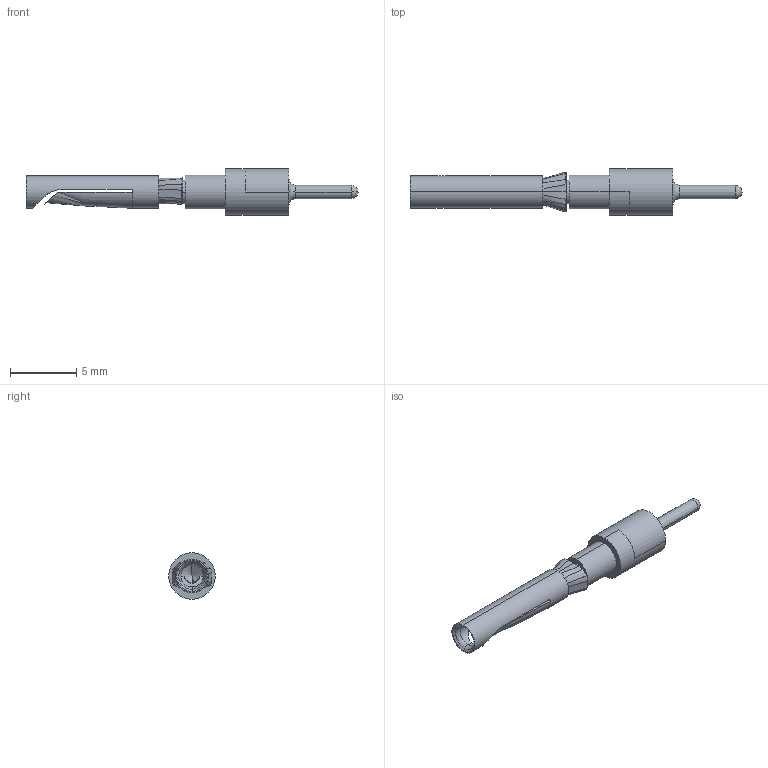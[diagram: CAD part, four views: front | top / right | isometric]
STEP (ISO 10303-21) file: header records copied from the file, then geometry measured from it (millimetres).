
FILE_DESCRIPTION(/* description */ (''),/* implementation_level */ '2;1');
FILE_NAME(/* name */ '3D_1010171240002_CDSF-P1.0S_V1.0_stp.stp',/* time_stamp */ '2023-12-12T13:05:46+08:00',/* author */ (''),/* organization */ (''),/* preprocessor_version */ 'ST-DEVELOPER v18.1',/* originating_system */ 'SIEMENS PLM Software NX 1980',/* authorisation */ '');
FILE_SCHEMA (('AUTOMOTIVE_DESIGN { 1 0 10303 214 3 1 1 1 }'));
Length unit declared in the file: millimetre
Products named in the file (1): 3D_1010171240002_CDSF-P1.0S_V1.0_stp
Bounding box: 25 x 3.5 x 3.5 mm (x, y, z)
Volume: 93.5 mm3; surface area: 276 mm2
Topology: 1 solids, 2 shells, 95 faces, 249 edges, 155 vertices
Faces by surface type: cylinder 48, plane 20, cone 16, torus 6, bspline 3, sphere 2
Entity records: 3178 total; most frequent: CARTESIAN_POINT 1089, ORIENTED_EDGE 486, DIRECTION 346, EDGE_CURVE 243, VERTEX_POINT 155, AXIS2_PLACEMENT_3D 150, B_SPLINE_CURVE_WITH_KNOTS 140, EDGE_LOOP 100
